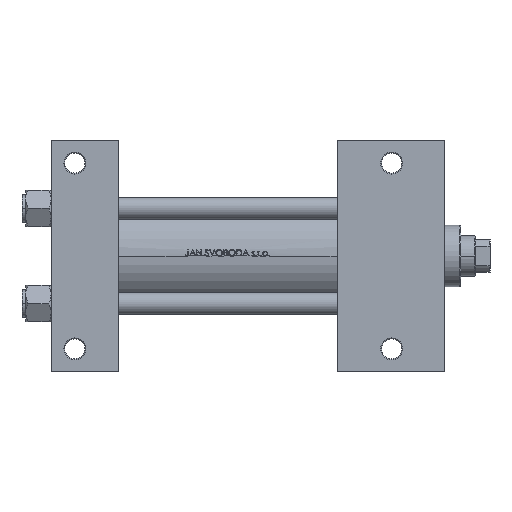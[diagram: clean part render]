
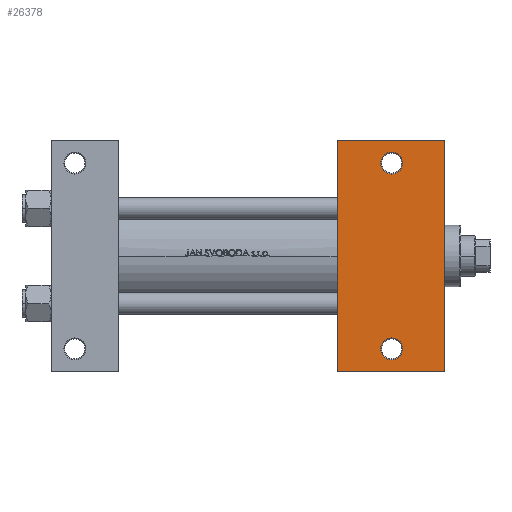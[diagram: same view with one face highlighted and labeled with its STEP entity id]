
A CAD part, front view. The second image highlights one B-rep face of the part: STEP entity #26378.
In plain terms, the highlighted face is planar.
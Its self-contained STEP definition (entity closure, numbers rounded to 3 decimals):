
#654 = VECTOR ( 'NONE', #33907, 1000. ) ;
#1966 = VERTEX_POINT ( 'NONE', #30932 ) ;
#2460 = AXIS2_PLACEMENT_3D ( 'NONE', #4710, #28605, #5682 ) ;
#2618 = VECTOR ( 'NONE', #26692, 1000. ) ;
#4710 = CARTESIAN_POINT ( 'NONE',  ( 187., 51., -37.5 ) ) ;
#4988 = DIRECTION ( 'NONE',  ( 0., 0., -1. ) ) ;
#5682 = DIRECTION ( 'NONE',  ( -1., 0., 0. ) ) ;
#5837 = EDGE_CURVE ( 'NONE', #33807, #48569, #29943, .T. ) ;
#8537 = CARTESIAN_POINT ( 'NONE',  ( 181.001, -51., -37.5 ) ) ;
#8734 = PLANE ( 'NONE',  #24117 ) ;
#9232 = CARTESIAN_POINT ( 'NONE',  ( 216., 37.5, -37.5 ) ) ;
#9583 = ORIENTED_EDGE ( 'NONE', *, *, #9847, .T. ) ;
#9847 = EDGE_CURVE ( 'NONE', #47491, #12936, #19343, .T. ) ;
#12019 = DIRECTION ( 'NONE',  ( 0., 0., 1. ) ) ;
#12425 = EDGE_CURVE ( 'NONE', #21495, #33807, #13865, .T. ) ;
#12936 = VERTEX_POINT ( 'NONE', #8537 ) ;
#13170 = ORIENTED_EDGE ( 'NONE', *, *, #12425, .T. ) ;
#13668 = VERTEX_POINT ( 'NONE', #15399 ) ;
#13865 = LINE ( 'NONE', #44223, #19453 ) ;
#14671 = DIRECTION ( 'NONE',  ( -1., 0., 0. ) ) ;
#15399 = CARTESIAN_POINT ( 'NONE',  ( 181.001, 51., -37.5 ) ) ;
#15724 = CARTESIAN_POINT ( 'NONE',  ( 157., 37.5, -37.5 ) ) ;
#16468 = CARTESIAN_POINT ( 'NONE',  ( 187., 51., -37.5 ) ) ;
#16609 = CARTESIAN_POINT ( 'NONE',  ( 216., -63.5, -37.5 ) ) ;
#17293 = DIRECTION ( 'NONE',  ( 0., 0., 1. ) ) ;
#17769 = EDGE_LOOP ( 'NONE', ( #27190, #13170, #34510, #33688 ) ) ;
#18251 = CARTESIAN_POINT ( 'NONE',  ( 216., 37.5, -37.5 ) ) ;
#19117 = AXIS2_PLACEMENT_3D ( 'NONE', #35463, #17293, #43422 ) ;
#19343 = CIRCLE ( 'NONE', #30445, 5.999 ) ;
#19453 = VECTOR ( 'NONE', #25307, 1000. ) ;
#20557 = EDGE_LOOP ( 'NONE', ( #25749, #27934 ) ) ;
#20725 = CIRCLE ( 'NONE', #19117, 5.999 ) ;
#21495 = VERTEX_POINT ( 'NONE', #48291 ) ;
#22952 = CARTESIAN_POINT ( 'NONE',  ( 157., -63.5, -37.5 ) ) ;
#23326 = CARTESIAN_POINT ( 'NONE',  ( 192.999, -51., -37.5 ) ) ;
#23680 = FACE_BOUND ( 'NONE', #45872, .T. ) ;
#24117 = AXIS2_PLACEMENT_3D ( 'NONE', #9232, #4988, #34896 ) ;
#25307 = DIRECTION ( 'NONE',  ( 1., 0., 0. ) ) ;
#25749 = ORIENTED_EDGE ( 'NONE', *, *, #46248, .T. ) ;
#26378 = ADVANCED_FACE ( 'NONE', ( #31646, #23680, #42834 ), #8734, .T. ) ;
#26692 = DIRECTION ( 'NONE',  ( 0., -1., 0. ) ) ;
#27073 = CIRCLE ( 'NONE', #28673, 5.999 ) ;
#27190 = ORIENTED_EDGE ( 'NONE', *, *, #42341, .F. ) ;
#27934 = ORIENTED_EDGE ( 'NONE', *, *, #48156, .T. ) ;
#28605 = DIRECTION ( 'NONE',  ( 0., 0., 1. ) ) ;
#28673 = AXIS2_PLACEMENT_3D ( 'NONE', #16468, #31650, #36719 ) ;
#28724 = CARTESIAN_POINT ( 'NONE',  ( 216., 63.5, -37.5 ) ) ;
#29604 = LINE ( 'NONE', #41771, #43525 ) ;
#29943 = LINE ( 'NONE', #18251, #2618 ) ;
#30445 = AXIS2_PLACEMENT_3D ( 'NONE', #31682, #12019, #46865 ) ;
#30932 = CARTESIAN_POINT ( 'NONE',  ( 192.999, 51., -37.5 ) ) ;
#31646 = FACE_BOUND ( 'NONE', #20557, .T. ) ;
#31650 = DIRECTION ( 'NONE',  ( 0., 0., 1. ) ) ;
#31682 = CARTESIAN_POINT ( 'NONE',  ( 187., -51., -37.5 ) ) ;
#33688 = ORIENTED_EDGE ( 'NONE', *, *, #35677, .T. ) ;
#33807 = VERTEX_POINT ( 'NONE', #28724 ) ;
#33907 = DIRECTION ( 'NONE',  ( 0., -1., 0. ) ) ;
#34510 = ORIENTED_EDGE ( 'NONE', *, *, #5837, .T. ) ;
#34896 = DIRECTION ( 'NONE',  ( -1., 0., 0. ) ) ;
#35463 = CARTESIAN_POINT ( 'NONE',  ( 187., -51., -37.5 ) ) ;
#35677 = EDGE_CURVE ( 'NONE', #48569, #39751, #29604, .T. ) ;
#36719 = DIRECTION ( 'NONE',  ( -1., 0., 0. ) ) ;
#39751 = VERTEX_POINT ( 'NONE', #22952 ) ;
#41357 = LINE ( 'NONE', #15724, #654 ) ;
#41771 = CARTESIAN_POINT ( 'NONE',  ( 157., -63.5, -37.5 ) ) ;
#42341 = EDGE_CURVE ( 'NONE', #21495, #39751, #41357, .T. ) ;
#42834 = FACE_OUTER_BOUND ( 'NONE', #17769, .T. ) ;
#43422 = DIRECTION ( 'NONE',  ( -1., 0., 0. ) ) ;
#43525 = VECTOR ( 'NONE', #14671, 1000. ) ;
#44223 = CARTESIAN_POINT ( 'NONE',  ( 157., 63.5, -37.5 ) ) ;
#45872 = EDGE_LOOP ( 'NONE', ( #46691, #9583 ) ) ;
#46004 = EDGE_CURVE ( 'NONE', #12936, #47491, #20725, .T. ) ;
#46248 = EDGE_CURVE ( 'NONE', #13668, #1966, #27073, .T. ) ;
#46691 = ORIENTED_EDGE ( 'NONE', *, *, #46004, .T. ) ;
#46865 = DIRECTION ( 'NONE',  ( -1., 0., 0. ) ) ;
#47001 = CIRCLE ( 'NONE', #2460, 5.999 ) ;
#47491 = VERTEX_POINT ( 'NONE', #23326 ) ;
#48156 = EDGE_CURVE ( 'NONE', #1966, #13668, #47001, .T. ) ;
#48291 = CARTESIAN_POINT ( 'NONE',  ( 157., 63.5, -37.5 ) ) ;
#48569 = VERTEX_POINT ( 'NONE', #16609 ) ;
